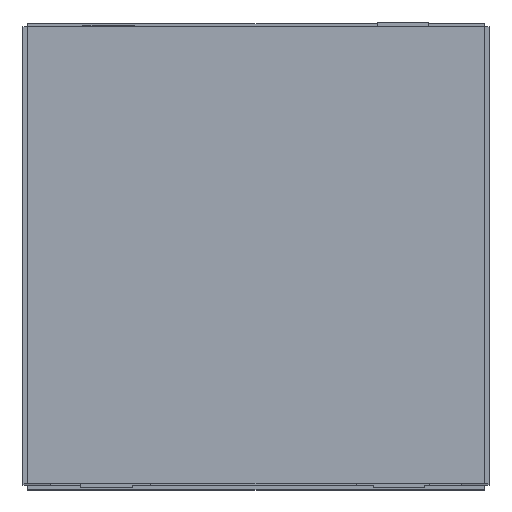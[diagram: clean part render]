
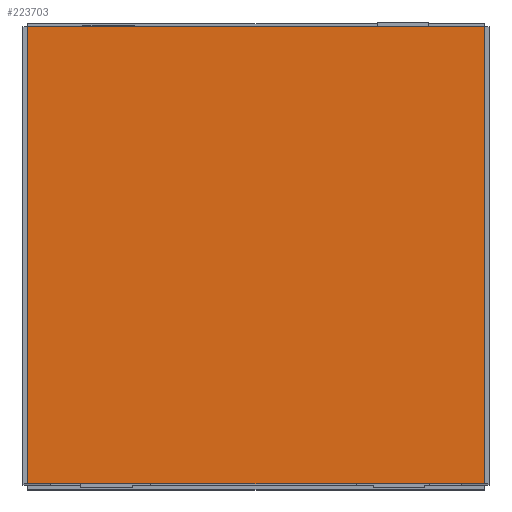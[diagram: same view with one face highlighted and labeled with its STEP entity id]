
A CAD part, top view. The second image highlights one B-rep face of the part: STEP entity #223703.
In plain terms, the highlighted free-form (B-spline) face has degree [1, 1] with [2, 2] control points.
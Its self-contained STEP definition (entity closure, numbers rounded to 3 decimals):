
#223605 = VERTEX_POINT('',#223606);
#223606 = CARTESIAN_POINT('',(0.,0.,2184.987));
#223611 = EDGE_CURVE('',#223612,#223605,#223614,.T.);
#223612 = VERTEX_POINT('',#223613);
#223613 = CARTESIAN_POINT('',(0.,988.682,2184.987));
#223614 = B_SPLINE_CURVE_WITH_KNOTS('',1,(#223615,#223616),
  .UNSPECIFIED.,.F.,.F.,(2,2),(-1000.,0.),.PIECEWISE_BEZIER_KNOTS.);
#223615 = CARTESIAN_POINT('',(0.,988.682,2184.987));
#223616 = CARTESIAN_POINT('',(0.,0.,2184.987));
#223639 = EDGE_CURVE('',#223640,#223612,#223642,.T.);
#223640 = VERTEX_POINT('',#223641);
#223641 = CARTESIAN_POINT('',(988.682,988.682,
    2184.987));
#223642 = B_SPLINE_CURVE_WITH_KNOTS('',1,(#223643,#223644),
  .UNSPECIFIED.,.F.,.F.,(2,2),(-1000.,0.),.PIECEWISE_BEZIER_KNOTS.);
#223643 = CARTESIAN_POINT('',(988.682,988.682,
    2184.987));
#223644 = CARTESIAN_POINT('',(0.,988.682,2184.987));
#223667 = EDGE_CURVE('',#223668,#223640,#223670,.T.);
#223668 = VERTEX_POINT('',#223669);
#223669 = CARTESIAN_POINT('',(988.682,0.,2184.987));
#223670 = B_SPLINE_CURVE_WITH_KNOTS('',1,(#223671,#223672),
  .UNSPECIFIED.,.F.,.F.,(2,2),(-1000.,0.),.PIECEWISE_BEZIER_KNOTS.);
#223671 = CARTESIAN_POINT('',(988.682,0.,2184.987));
#223672 = CARTESIAN_POINT('',(988.682,988.682,
    2184.987));
#223693 = EDGE_CURVE('',#223605,#223668,#223694,.T.);
#223694 = B_SPLINE_CURVE_WITH_KNOTS('',1,(#223695,#223696),
  .UNSPECIFIED.,.F.,.F.,(2,2),(-1000.,0.),.PIECEWISE_BEZIER_KNOTS.);
#223695 = CARTESIAN_POINT('',(0.,0.,2184.987));
#223696 = CARTESIAN_POINT('',(988.682,0.,2184.987));
#223703 = ADVANCED_FACE('',(#223704),#223710,.T.);
#223704 = FACE_BOUND('',#223705,.T.);
#223705 = EDGE_LOOP('',(#223706,#223707,#223708,#223709));
#223706 = ORIENTED_EDGE('',*,*,#223693,.T.);
#223707 = ORIENTED_EDGE('',*,*,#223667,.T.);
#223708 = ORIENTED_EDGE('',*,*,#223639,.T.);
#223709 = ORIENTED_EDGE('',*,*,#223611,.T.);
#223710 = B_SPLINE_SURFACE_WITH_KNOTS('',1,1,(
    (#223711,#223712)
    ,(#223713,#223714
    )),.UNSPECIFIED.,.F.,.F.,.F.,(2,2),(2,2),(-500.,500.),(-500.,500.),
  .PIECEWISE_BEZIER_KNOTS.);
#223711 = CARTESIAN_POINT('',(0.,0.,2184.987));
#223712 = CARTESIAN_POINT('',(0.,988.682,2184.987));
#223713 = CARTESIAN_POINT('',(988.682,0.,2184.987));
#223714 = CARTESIAN_POINT('',(988.682,988.682,
    2184.987));
